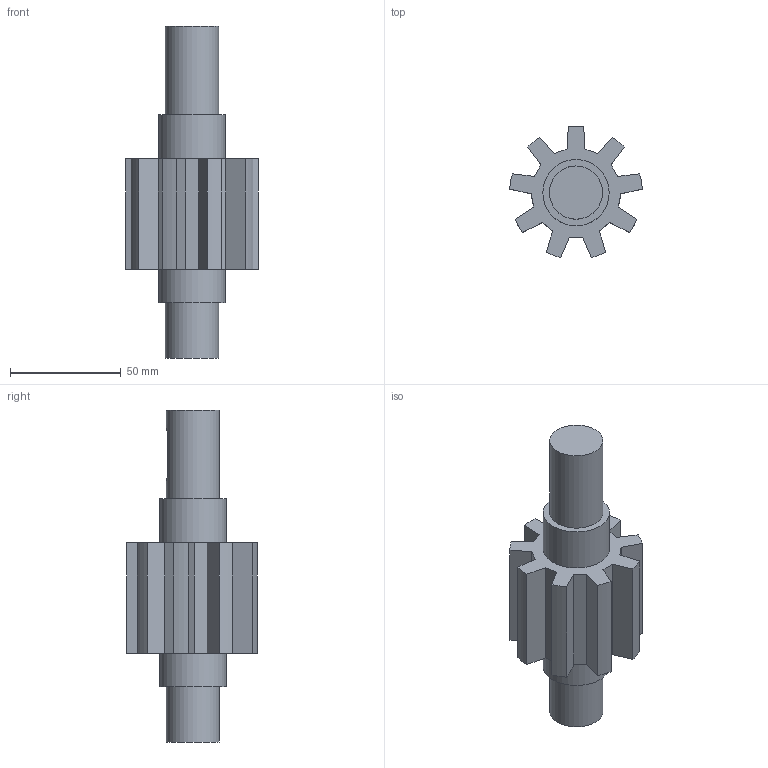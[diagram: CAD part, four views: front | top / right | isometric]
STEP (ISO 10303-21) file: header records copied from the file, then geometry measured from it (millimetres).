
FILE_DESCRIPTION(('FreeCAD Model'),'2;1');
FILE_NAME('ritzelwelle.step', '2020-12-11T20:37:59',('Author'),(''), 'Open CASCADE STEP processor 7.3','FreeCAD','Unknown');
FILE_SCHEMA(('AUTOMOTIVE_DESIGN { 1 0 10303 214 1 1 1 1 }'));
Length unit declared in the file: millimetre
Products named in the file (1): union002
Bounding box: 59.9 x 59.16 x 150 mm (x, y, z)
Volume: 150009.6 mm3; surface area: 27204.2 mm2
Topology: 1 solids, 1 shells, 55 faces, 136 edges, 88 vertices
Faces by surface type: plane 40, cylinder 15
Full cylindrical faces by diameter (mm): 24 x2, 30 x2
Entity records: 3881 total; most frequent: CARTESIAN_POINT 958, DIRECTION 396, ORIENTED_EDGE 272, PCURVE 272, DEFINITIONAL_REPRESENTATION 272, LINE 192, VECTOR 192, B_SPLINE_CURVE_WITH_KNOTS 154
